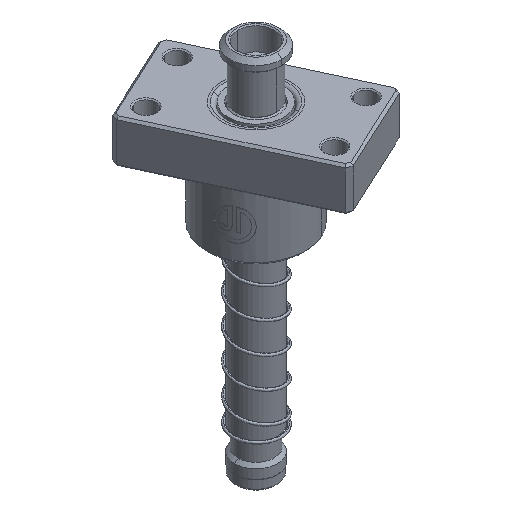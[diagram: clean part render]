
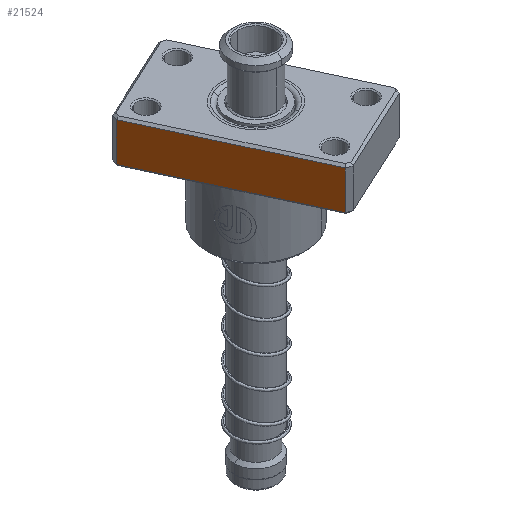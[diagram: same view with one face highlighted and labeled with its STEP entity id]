
A CAD part, isometric view. The second image highlights one B-rep face of the part: STEP entity #21524.
In plain terms, the highlighted face is planar.
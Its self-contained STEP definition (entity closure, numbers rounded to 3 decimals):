
#3144 = ORIENTED_EDGE ( 'NONE', *, *, #9965, .T. ) ;
#4854 = EDGE_CURVE ( 'NONE', #24550, #13160, #16459, .T. ) ;
#4940 = CARTESIAN_POINT ( 'NONE',  ( -40., 24., 1. ) ) ;
#6761 = CARTESIAN_POINT ( 'NONE',  ( 40., 24., 19. ) ) ;
#7636 = DIRECTION ( 'NONE',  ( -1., 0., 0. ) ) ;
#8084 = FACE_OUTER_BOUND ( 'NONE', #20567, .T. ) ;
#8187 = CARTESIAN_POINT ( 'NONE',  ( 40., 24., 1. ) ) ;
#8384 = VERTEX_POINT ( 'NONE', #6761 ) ;
#9068 = VECTOR ( 'NONE', #7636, 1000. ) ;
#9511 = EDGE_CURVE ( 'NONE', #8384, #22344, #39635, .T. ) ;
#9965 = EDGE_CURVE ( 'NONE', #24550, #8384, #31318, .T. ) ;
#11173 = VECTOR ( 'NONE', #17571, 1000. ) ;
#11455 = PLANE ( 'NONE',  #36488 ) ;
#13160 = VERTEX_POINT ( 'NONE', #4940 ) ;
#13280 = CARTESIAN_POINT ( 'NONE',  ( -40., 24., 20. ) ) ;
#15359 = CARTESIAN_POINT ( 'NONE',  ( 40., 24., 19. ) ) ;
#15638 = VECTOR ( 'NONE', #33449, 1000. ) ;
#16459 = LINE ( 'NONE', #13280, #15638 ) ;
#16700 = CARTESIAN_POINT ( 'NONE',  ( -40., 24., 19. ) ) ;
#17571 = DIRECTION ( 'NONE',  ( 0., 0., -1. ) ) ;
#17613 = CARTESIAN_POINT ( 'NONE',  ( -40., 24., 20. ) ) ;
#20567 = EDGE_LOOP ( 'NONE', ( #24260, #28516, #37578, #3144 ) ) ;
#21524 = ADVANCED_FACE ( 'NONE', ( #8084 ), #11455, .F. ) ;
#22344 = VERTEX_POINT ( 'NONE', #8187 ) ;
#24167 = CARTESIAN_POINT ( 'NONE',  ( 40., 24., 20. ) ) ;
#24260 = ORIENTED_EDGE ( 'NONE', *, *, #9511, .T. ) ;
#24354 = EDGE_CURVE ( 'NONE', #22344, #13160, #34146, .T. ) ;
#24550 = VERTEX_POINT ( 'NONE', #16700 ) ;
#27720 = DIRECTION ( 'NONE',  ( 1., 0., 0. ) ) ;
#27809 = DIRECTION ( 'NONE',  ( 0., -1., 0. ) ) ;
#28516 = ORIENTED_EDGE ( 'NONE', *, *, #24354, .T. ) ;
#31198 = DIRECTION ( 'NONE',  ( 0., 0., -1. ) ) ;
#31318 = LINE ( 'NONE', #15359, #39537 ) ;
#33449 = DIRECTION ( 'NONE',  ( 0., 0., -1. ) ) ;
#34146 = LINE ( 'NONE', #39862, #9068 ) ;
#36488 = AXIS2_PLACEMENT_3D ( 'NONE', #17613, #27809, #31198 ) ;
#37578 = ORIENTED_EDGE ( 'NONE', *, *, #4854, .F. ) ;
#39537 = VECTOR ( 'NONE', #27720, 1000. ) ;
#39635 = LINE ( 'NONE', #24167, #11173 ) ;
#39862 = CARTESIAN_POINT ( 'NONE',  ( -40., 24., 1. ) ) ;
